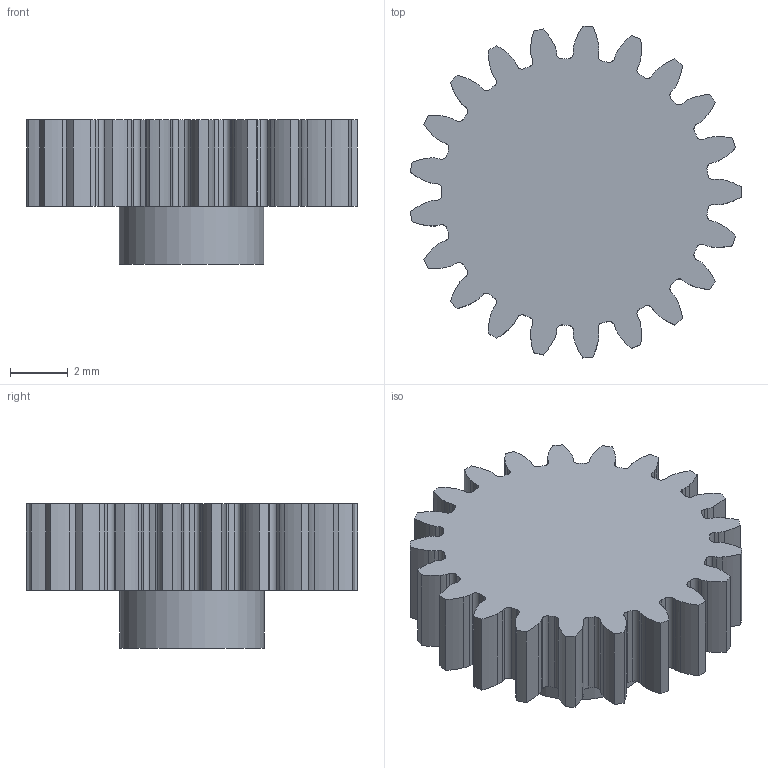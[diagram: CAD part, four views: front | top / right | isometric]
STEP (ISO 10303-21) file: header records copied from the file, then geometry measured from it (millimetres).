
FILE_DESCRIPTION(('FreeCAD Model'),'2;1');
FILE_NAME('laser_sledge__driving_gear.step','2019-03-03T18:39:16',('Author'),(''), 'Open CASCADE STEP processor 7.3','FreeCAD','Unknown');
FILE_SCHEMA(('AUTOMOTIVE_DESIGN { 1 0 10303 214 1 1 1 1 }'));
Length unit declared in the file: millimetre
Products named in the file (1): Body
Bounding box: 11.46 x 11.49 x 5 mm (x, y, z)
Volume: 294 mm3; surface area: 398.9 mm2
Topology: 1 solids, 1 shells, 214 faces, 633 edges, 422 vertices
Faces by surface type: cylinder 85, extrusion 84, plane 45
Full cylindrical faces by diameter (mm): 5 x1
Entity records: 16257 total; most frequent: CARTESIAN_POINT 4300, DIRECTION 1995, VECTOR 1307, ORIENTED_EDGE 1266, PCURVE 1266, DEFINITIONAL_REPRESENTATION 1266, LINE 1223, EDGE_CURVE 633
